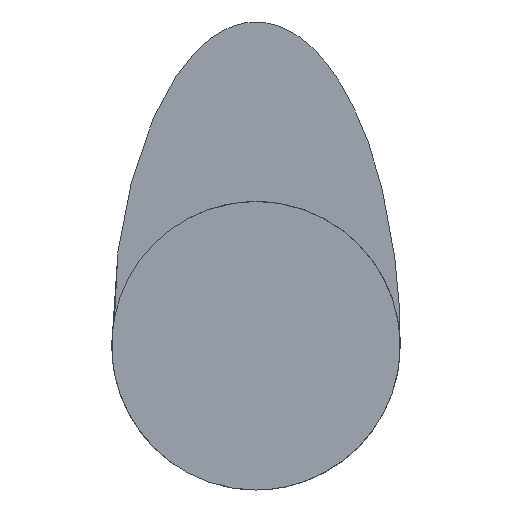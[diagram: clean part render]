
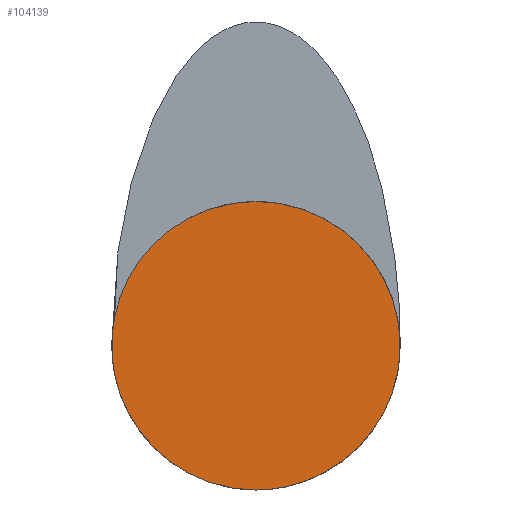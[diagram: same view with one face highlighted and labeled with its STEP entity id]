
A CAD part, front view. The second image highlights one B-rep face of the part: STEP entity #104139.
In plain terms, the highlighted free-form (B-spline) face has degree [1, 1] with [2, 2] control points.
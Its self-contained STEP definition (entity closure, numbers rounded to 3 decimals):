
#104083 = VERTEX_POINT('',#104084);
#104084 = CARTESIAN_POINT('',(0.,-86.251,
    -2846.27));
#104089 = EDGE_CURVE('',#104083,#104090,#104092,.T.);
#104090 = VERTEX_POINT('',#104091);
#104091 = CARTESIAN_POINT('',(0.,-86.251,2846.27));
#104092 = ( BOUNDED_CURVE() B_SPLINE_CURVE(2,(#104093,#104094,#104095,
#104096,#104097),.UNSPECIFIED.,.F.,.F.) B_SPLINE_CURVE_WITH_KNOTS((3,2,3
    ),(3.142,4.712,6.283),
.PIECEWISE_BEZIER_KNOTS.) CURVE() GEOMETRIC_REPRESENTATION_ITEM() 
RATIONAL_B_SPLINE_CURVE((1.,0.707,1.,0.707,1.)) 
REPRESENTATION_ITEM('') );
#104093 = CARTESIAN_POINT('',(0.,-86.251,
    -2846.27));
#104094 = CARTESIAN_POINT('',(-2846.27,-86.251,
    -2846.27));
#104095 = CARTESIAN_POINT('',(-2846.27,-86.251,
    0.));
#104096 = CARTESIAN_POINT('',(-2846.27,-86.251,
    2846.27));
#104097 = CARTESIAN_POINT('',(0.,-86.251,
    2846.27));
#104121 = EDGE_CURVE('',#104090,#104083,#104122,.T.);
#104122 = ( BOUNDED_CURVE() B_SPLINE_CURVE(2,(#104123,#104124,#104125,
#104126,#104127),.UNSPECIFIED.,.F.,.F.) B_SPLINE_CURVE_WITH_KNOTS((3,2,3
),(0.,1.571,3.142),.PIECEWISE_BEZIER_KNOTS.) CURVE() 
GEOMETRIC_REPRESENTATION_ITEM() RATIONAL_B_SPLINE_CURVE((1.,
0.707,1.,0.707,1.)) REPRESENTATION_ITEM('') );
#104123 = CARTESIAN_POINT('',(0.,-86.251,2846.27));
#104124 = CARTESIAN_POINT('',(2846.27,-86.251,
    2846.27));
#104125 = CARTESIAN_POINT('',(2846.27,-86.251,
    0.));
#104126 = CARTESIAN_POINT('',(2846.27,-86.251,
    -2846.27));
#104127 = CARTESIAN_POINT('',(0.,-86.251,
    -2846.27));
#104139 = ADVANCED_FACE('',(#104140),#104144,.F.);
#104140 = FACE_BOUND('',#104141,.T.);
#104141 = EDGE_LOOP('',(#104142,#104143));
#104142 = ORIENTED_EDGE('',*,*,#104121,.F.);
#104143 = ORIENTED_EDGE('',*,*,#104089,.F.);
#104144 = B_SPLINE_SURFACE_WITH_KNOTS('',1,1,(
    (#104145,#104146)
    ,(#104147,#104148
    )),.UNSPECIFIED.,.F.,.F.,.F.,(2,2),(2,2),(-2475.,2475.),(
    -2475.,2475.),.PIECEWISE_BEZIER_KNOTS.);
#104145 = CARTESIAN_POINT('',(-2846.27,-86.251,
    -2846.27));
#104146 = CARTESIAN_POINT('',(2846.27,-86.251,
    -2846.27));
#104147 = CARTESIAN_POINT('',(-2846.27,-86.251,
    2846.27));
#104148 = CARTESIAN_POINT('',(2846.27,-86.251,
    2846.27));
